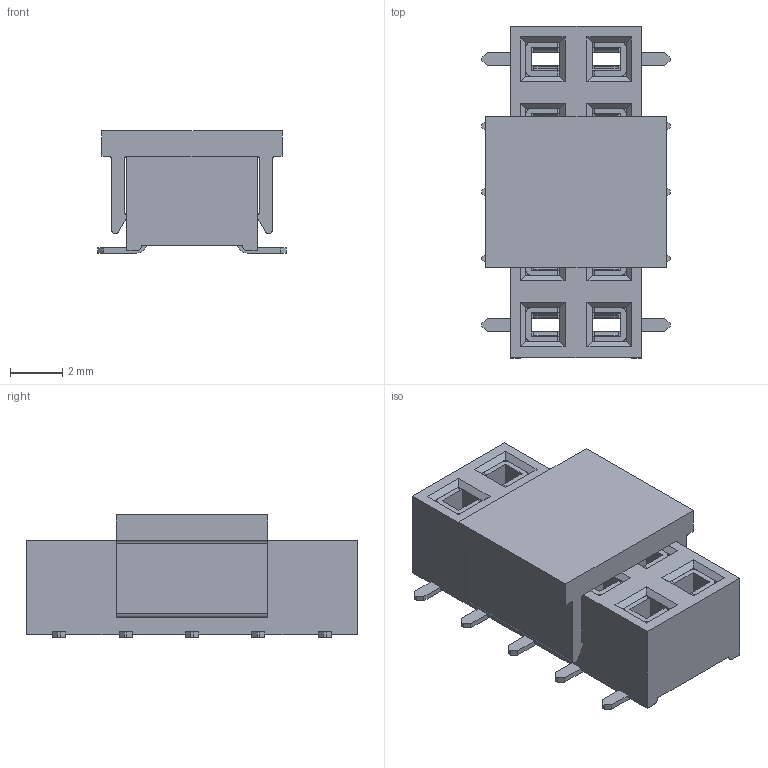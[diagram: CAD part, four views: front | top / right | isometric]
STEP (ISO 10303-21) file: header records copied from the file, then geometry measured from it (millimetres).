
FILE_DESCRIPTION(/* description */ ('Unknown'),/* implementation_level */ '2;1');
FILE_NAME(/* name */ 'J_Wurth_WR-PHD_610310243021',/* time_stamp */ '2025-04-21T11:43:44+08:00',/* author */ ('Unknown'),/* organization */ ('Unknown'),/* preprocessor_version */ 'ST-DEVELOPER v19.4',/* originating_system */ 'Solid Edge',/* authorisation */ 'Unknown');
FILE_SCHEMA (('AUTOMOTIVE_DESIGN {1 0 10303 214 3 1 1}'));
Length unit declared in the file: millimetre
Products named in the file (2): J_Wurth_WR-PHD_610310243021
Assembly tree (1 placements, depth 2):
  J_Wurth_WR-PHD_610310243021
    J_Wurth_WR-PHD_610310243021
Bounding box: 7.2 x 12.7 x 4.68 mm (x, y, z)
Volume: 239.7 mm3; surface area: 830.2 mm2
Topology: 12 solids, 12 shells, 912 faces, 2474 edges, 1576 vertices
Faces by surface type: plane 662, cylinder 250
Entity records: 28466 total; most frequent: CARTESIAN_POINT 4964, ORIENTED_EDGE 4948, DIRECTION 4822, EDGE_CURVE 2474, LINE 1954, VECTOR 1954, VERTEX_POINT 1576, AXIS2_PLACEMENT_3D 1434
